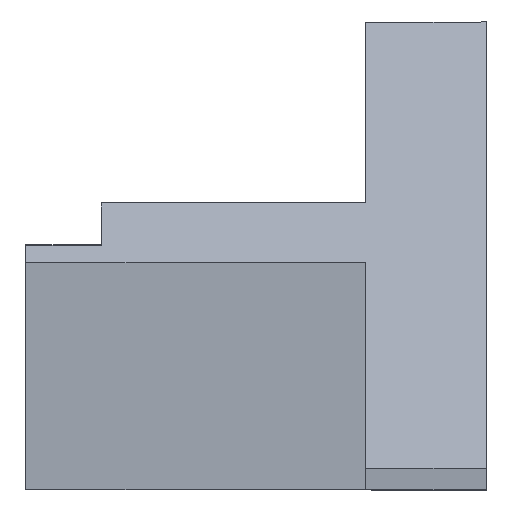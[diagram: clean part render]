
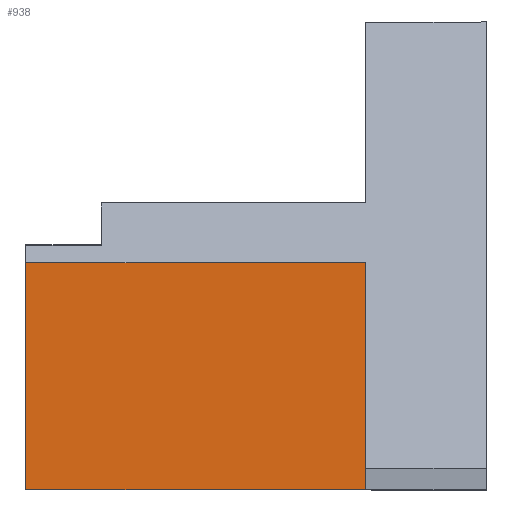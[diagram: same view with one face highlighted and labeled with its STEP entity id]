
A CAD part, left-side view. The second image highlights one B-rep face of the part: STEP entity #938.
In plain terms, the highlighted planar face has unit normal (-1, 0, 0).
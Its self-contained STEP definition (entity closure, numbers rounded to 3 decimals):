
#87 = CARTESIAN_POINT ( 'NONE',  ( -38.3, -112.112, -11.9 ) ) ;
#247 = DIRECTION ( 'NONE',  ( 0., 1., 0. ) ) ;
#282 = VERTEX_POINT ( 'NONE', #417 ) ;
#301 = CARTESIAN_POINT ( 'NONE',  ( -38.3, 6.281, 6.922 ) ) ;
#324 = AXIS2_PLACEMENT_3D ( 'NONE', #1519, #1612, #744 ) ;
#326 = VECTOR ( 'NONE', #785, 1000. ) ;
#331 = LINE ( 'NONE', #940, #326 ) ;
#347 = LINE ( 'NONE', #956, #771 ) ;
#351 = EDGE_CURVE ( 'NONE', #980, #1560, #593, .T. ) ;
#417 = CARTESIAN_POINT ( 'NONE',  ( -38.3, 6.281, -11.9 ) ) ;
#420 = VECTOR ( 'NONE', #247, 1000. ) ;
#495 = CARTESIAN_POINT ( 'NONE',  ( -38.3, -21.9, 6.922 ) ) ;
#593 = LINE ( 'NONE', #1065, #1246 ) ;
#744 = DIRECTION ( 'NONE',  ( 0., 0., 1. ) ) ;
#752 = DIRECTION ( 'NONE',  ( 0., 0., 1. ) ) ;
#764 = FACE_OUTER_BOUND ( 'NONE', #1630, .T. ) ;
#771 = VECTOR ( 'NONE', #1566, 1000. ) ;
#785 = DIRECTION ( 'NONE',  ( 0., 0., 1. ) ) ;
#887 = PLANE ( 'NONE',  #324 ) ;
#934 = ORIENTED_EDGE ( 'NONE', *, *, #1561, .T. ) ;
#938 = ADVANCED_FACE ( 'NONE', ( #764 ), #887, .T. ) ;
#940 = CARTESIAN_POINT ( 'NONE',  ( -38.3, 6.281, -11.9 ) ) ;
#956 = CARTESIAN_POINT ( 'NONE',  ( -38.3, -22.735, 6.922 ) ) ;
#980 = VERTEX_POINT ( 'NONE', #1839 ) ;
#987 = VERTEX_POINT ( 'NONE', #301 ) ;
#1065 = CARTESIAN_POINT ( 'NONE',  ( -38.3, -21.9, 6.922 ) ) ;
#1087 = ORIENTED_EDGE ( 'NONE', *, *, #351, .T. ) ;
#1136 = ORIENTED_EDGE ( 'NONE', *, *, #1190, .F. ) ;
#1150 = EDGE_CURVE ( 'NONE', #282, #987, #331, .T. ) ;
#1190 = EDGE_CURVE ( 'NONE', #980, #282, #1754, .T. ) ;
#1246 = VECTOR ( 'NONE', #752, 1000. ) ;
#1519 = CARTESIAN_POINT ( 'NONE',  ( -38.3, -112.112, -11.9 ) ) ;
#1560 = VERTEX_POINT ( 'NONE', #495 ) ;
#1561 = EDGE_CURVE ( 'NONE', #1560, #987, #347, .T. ) ;
#1566 = DIRECTION ( 'NONE',  ( 0., 1., 0. ) ) ;
#1612 = DIRECTION ( 'NONE',  ( -1., 0., 0. ) ) ;
#1630 = EDGE_LOOP ( 'NONE', ( #1087, #934, #1673, #1136 ) ) ;
#1673 = ORIENTED_EDGE ( 'NONE', *, *, #1150, .F. ) ;
#1754 = LINE ( 'NONE', #87, #420 ) ;
#1839 = CARTESIAN_POINT ( 'NONE',  ( -38.3, -21.9, -11.9 ) ) ;
